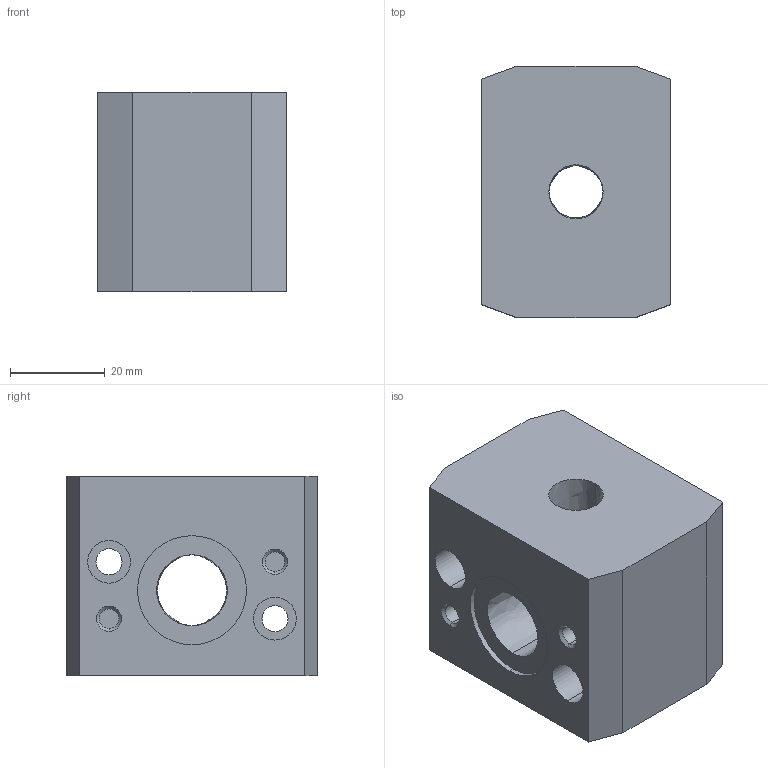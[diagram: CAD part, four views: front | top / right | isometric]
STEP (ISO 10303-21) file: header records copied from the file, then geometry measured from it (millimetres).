
FILE_DESCRIPTION((''),'2;1');
FILE_NAME('17240.stp','2003-06-16T14:56:59',('maffial1'),(''),'Autodesk Inventor 7','Autodesk Inventor 7','');
FILE_SCHEMA(('AUTOMOTIVE_DESIGN { 1 0 10303 214 1 1 1 1 }'));
Length unit declared in the file: millimetre
Products named in the file (1): 17240
Bounding box: 40 x 53 x 42 mm (x, y, z)
Volume: 72556 mm3; surface area: 16297.1 mm2
Topology: 1 solids, 1 shells, 58 faces, 134 edges, 86 vertices
Faces by surface type: bspline 29, plane 15, cylinder 10, cone 4
Entity records: 2091 total; most frequent: CARTESIAN_POINT 788, ORIENTED_EDGE 268, DIRECTION 252, EDGE_CURVE 134, AXIS2_PLACEMENT_3D 94, VERTEX_POINT 86, EDGE_LOOP 76, VECTOR 64
